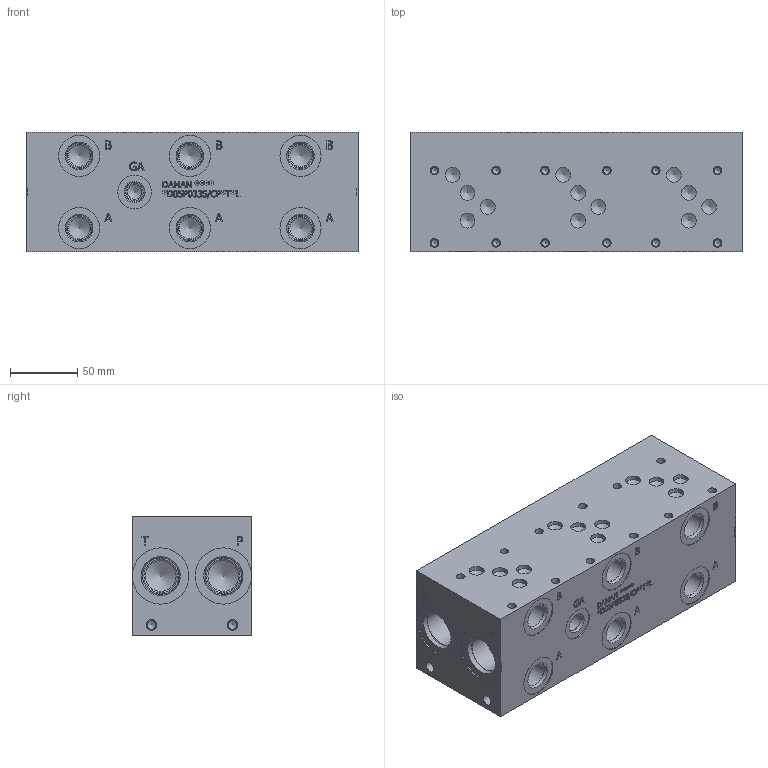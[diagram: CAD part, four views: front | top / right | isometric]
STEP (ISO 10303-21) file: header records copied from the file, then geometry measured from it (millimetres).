
FILE_DESCRIPTION(/* description */ (''),/* implementation_level */ '2;1');
FILE_NAME(/* name */ '_D05P033S_CP_T_L.stp',/* time_stamp */ '2021-07-02T10:13:16-04:00',/* author */ ('anthonyv'),/* organization */ (''),/* preprocessor_version */ 'ST-DEVELOPER v18.1',/* originating_system */ 'Autodesk Inventor 2021',/* authorisation */ '');
FILE_SCHEMA (('AUTOMOTIVE_DESIGN { 1 0 10303 214 3 1 1 }'));
Length unit declared in the file: millimetre
Products named in the file (1): Part_AD05P033S_C_D_3D
Bounding box: 247.65 x 88.9 x 88.9 mm (x, y, z)
Volume: 1812144.2 mm3; surface area: 133619.7 mm2
Topology: 1 solids, 1 shells, 857 faces, 2349 edges, 1591 vertices
Faces by surface type: plane 464, bspline 211, cylinder 105, cone 77
Full cylindrical faces by diameter (mm): 5.105 x12, 6.35 x12, 6.528 x4, 7.925 x4, 10.719 x1, 11.125 x12, 12.9 x1, 14.275 x1, 14.3 x1, 14.529 x1, 15.875 x6, 15.9 x1, 17.501 x6, 19.05 x6, 19.253 x6, 20.62 x1, 22.23 x1, 22.54 x1, 23.012 x4, 24.917 x4, 25.019 x1, 26.99 x2, 27 x2, 27.432 x4, 30.16 x1, 30.632 x6, 42.037 x4
Entity records: 28801 total; most frequent: CARTESIAN_POINT 7501, ORIENTED_EDGE 4618, DIRECTION 3580, EDGE_CURVE 2309, VERTEX_POINT 1591, LINE 1488, VECTOR 1488, AXIS2_PLACEMENT_3D 1046
